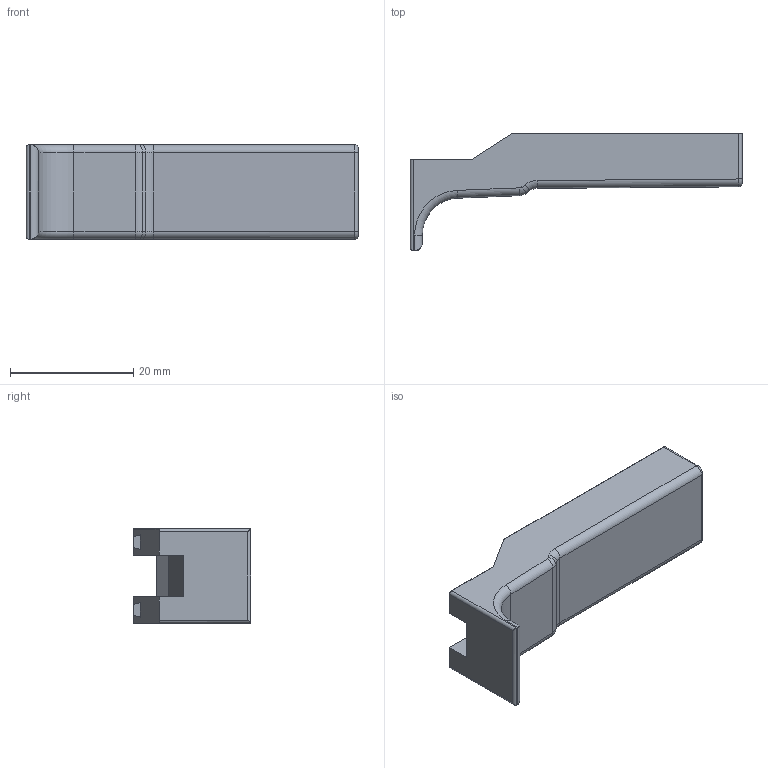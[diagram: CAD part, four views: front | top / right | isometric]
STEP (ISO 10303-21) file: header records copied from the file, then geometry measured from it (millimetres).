
FILE_DESCRIPTION(/* description */ ('STEP AP242','CAx-IF Rec.Pracs.---Representation and Presentation of Product Manufacturing Information (PMI)---4.0---2014-10-13','CAx-IF Rec.Pracs.---3D Tessellated Geometry---0.4---2014-09-14','2;1'),/* implementation_level */ '2;1');
FILE_NAME(/* name */ '680c47104ba24c40a8b2abfa',/* time_stamp */ '2025-04-26T02:38:08Z',/* author */ (''),/* organization */ (''),/* preprocessor_version */ 'ST-DEVELOPER v20',/* originating_system */ 'ONSHAPE BY PTC INC, 1.197',/* authorisation */ ' ');
FILE_SCHEMA (('AP242_MANAGED_MODEL_BASED_3D_ENGINEERING_MIM_LF { 1 0 10303 442 1 1 4 }'));
Length unit declared in the file: metre
Products named in the file (1): Roller Clamp Body Lower V2
Bounding box: 53.8 x 19.05 x 15.3 mm (x, y, z)
Volume: 5015.8 mm3; surface area: 3847.4 mm2
Topology: 1 solids, 1 shells, 125 faces, 297 edges, 176 vertices
Faces by surface type: cylinder 47, plane 38, torus 22, bspline 10, sphere 8
Entity records: 3689 total; most frequent: CARTESIAN_POINT 739, DIRECTION 661, ORIENTED_EDGE 594, EDGE_CURVE 297, AXIS2_PLACEMENT_3D 256, VERTEX_POINT 176, LINE 149, VECTOR 149
